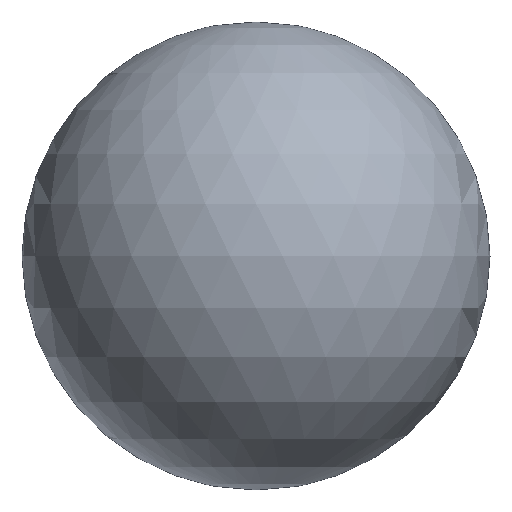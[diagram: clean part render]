
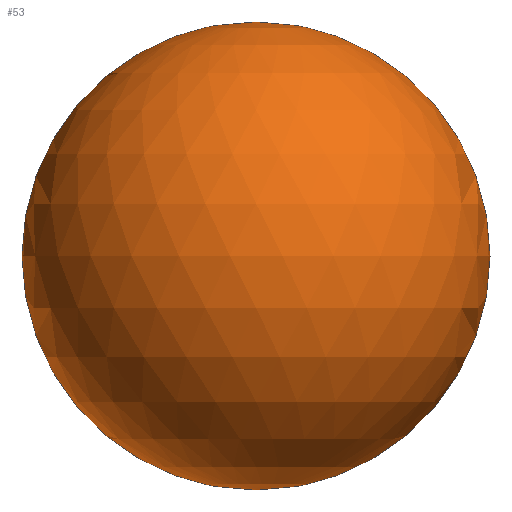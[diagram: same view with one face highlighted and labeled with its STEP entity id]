
A CAD part, top view. The second image highlights one B-rep face of the part: STEP entity #53.
In plain terms, the highlighted spherical face has radius 40.759 mm.
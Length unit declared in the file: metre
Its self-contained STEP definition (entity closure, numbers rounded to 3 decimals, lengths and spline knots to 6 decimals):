
#53=ADVANCED_FACE('0:23',(#59),#60,.T.);
#59=FACE_OUTER_BOUND('',#66,.T.);
#60=SPHERICAL_SURFACE('',#67,0.040759);
#66=EDGE_LOOP('',(#78,#79));
#67=AXIS2_PLACEMENT_3D('',#80,#81,#82);
#78=ORIENTED_EDGE('',*,*,#88,.T.);
#79=ORIENTED_EDGE('',*,*,#89,.T.);
#80=CARTESIAN_POINT('',(0.0,0.0,0.0));
#81=DIRECTION('',(0.0,-1.0,-0.0));
#82=DIRECTION('',(-1.0,0.0,0.0));
#88=EDGE_CURVE('',#100,#101,#102,.T.);
#89=EDGE_CURVE('',#101,#100,#103,.T.);
#100=VERTEX_POINT('',#106);
#101=VERTEX_POINT('',#107);
#102=CIRCLE('',#108,0.040759);
#103=CIRCLE('',#109,0.040759);
#106=CARTESIAN_POINT('',(0.,-0.040759,0.));
#107=CARTESIAN_POINT('',(0.0,0.040759,0.0));
#108=AXIS2_PLACEMENT_3D('',#114,#115,#116);
#109=AXIS2_PLACEMENT_3D('',#117,#118,#119);
#114=CARTESIAN_POINT('',(0.0,0.0,0.0));
#115=DIRECTION('',(0.,0.0,1.0));
#116=DIRECTION('',(-0.0,1.0,0.0));
#117=CARTESIAN_POINT('',(0.0,0.0,0.0));
#118=DIRECTION('',(0.,0.0,1.0));
#119=DIRECTION('',(-0.0,1.0,0.0));
